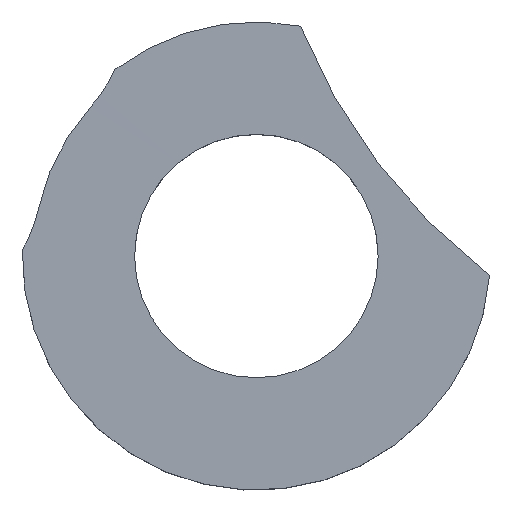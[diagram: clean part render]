
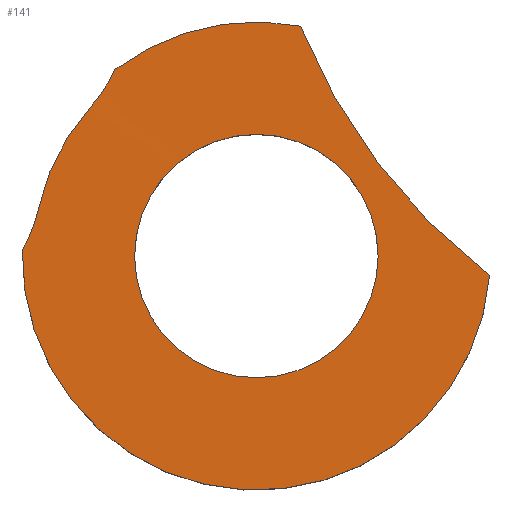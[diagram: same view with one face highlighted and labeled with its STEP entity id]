
A CAD part, top view. The second image highlights one B-rep face of the part: STEP entity #141.
In plain terms, the highlighted planar face has unit normal (0, 0, 1).
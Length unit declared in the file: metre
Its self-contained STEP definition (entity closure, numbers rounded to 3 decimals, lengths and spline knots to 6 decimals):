
#23=B_SPLINE_CURVE_WITH_KNOTS('',3,(#220,#221,#222,#223),.UNSPECIFIED.,
 .F.,.F.,(4,4),(0.,1.),.UNSPECIFIED.);
#24=B_SPLINE_CURVE_WITH_KNOTS('',3,(#225,#226,#227,#228),.UNSPECIFIED.,
 .F.,.F.,(4,4),(0.,1.),.UNSPECIFIED.);
#25=B_SPLINE_CURVE_WITH_KNOTS('',3,(#230,#231,#232,#233),.UNSPECIFIED.,
 .F.,.F.,(4,4),(0.,1.),.UNSPECIFIED.);
#33=ORIENTED_EDGE('',*,*,#73,.T.);
#34=ORIENTED_EDGE('',*,*,#74,.F.);
#35=ORIENTED_EDGE('',*,*,#75,.T.);
#36=ORIENTED_EDGE('',*,*,#76,.F.);
#37=ORIENTED_EDGE('',*,*,#77,.F.);
#38=ORIENTED_EDGE('',*,*,#78,.F.);
#39=ORIENTED_EDGE('',*,*,#79,.F.);
#73=EDGE_CURVE('',#93,#93,#107,.T.);
#74=EDGE_CURVE('',#94,#95,#108,.T.);
#75=EDGE_CURVE('',#94,#96,#109,.T.);
#76=EDGE_CURVE('',#97,#96,#110,.T.);
#77=EDGE_CURVE('',#98,#97,#23,.T.);
#78=EDGE_CURVE('',#99,#98,#24,.T.);
#79=EDGE_CURVE('',#95,#99,#25,.T.);
#93=VERTEX_POINT('',#212);
#94=VERTEX_POINT('',#214);
#95=VERTEX_POINT('',#215);
#96=VERTEX_POINT('',#217);
#97=VERTEX_POINT('',#219);
#98=VERTEX_POINT('',#224);
#99=VERTEX_POINT('',#229);
#107=CIRCLE('',#164,0.0026);
#108=CIRCLE('',#165,0.005);
#109=CIRCLE('',#166,0.012606);
#110=CIRCLE('',#167,0.005);
#115=EDGE_LOOP('',(#33));
#116=EDGE_LOOP('',(#34,#35,#36,#37,#38,#39));
#127=FACE_BOUND('',#115,.T.);
#128=FACE_BOUND('',#116,.T.);
#139=PLANE('',#163);
#141=ADVANCED_FACE('',(#127,#128),#139,.F.);
#163=AXIS2_PLACEMENT_3D('',#210,#179,#180);
#164=AXIS2_PLACEMENT_3D('',#211,#181,#182);
#165=AXIS2_PLACEMENT_3D('',#213,#183,#184);
#166=AXIS2_PLACEMENT_3D('',#216,#185,#186);
#167=AXIS2_PLACEMENT_3D('',#218,#187,#188);
#179=DIRECTION('',(0.,0.,-1.));
#180=DIRECTION('',(1.,0.,0.));
#181=DIRECTION('',(0.,0.,-1.));
#182=DIRECTION('',(0.,1.,0.));
#183=DIRECTION('',(0.,0.,-1.));
#184=DIRECTION('',(0.,1.,0.));
#185=DIRECTION('',(0.,0.,-1.));
#186=DIRECTION('',(0.,1.,0.));
#187=DIRECTION('',(0.,0.,-1.));
#188=DIRECTION('',(0.,1.,0.));
#210=CARTESIAN_POINT('',(0.029691,-0.032867,0.058694));
#211=CARTESIAN_POINT('',(0.023914,-0.049331,0.058694));
#212=CARTESIAN_POINT('',(0.023914,-0.046731,0.058694));
#213=CARTESIAN_POINT('',(0.023914,-0.049331,0.058694));
#214=CARTESIAN_POINT('',(0.028897,-0.049745,0.058694));
#215=CARTESIAN_POINT('',(0.018916,-0.049205,0.058694));
#216=CARTESIAN_POINT('',(0.036563,-0.039738,0.058694));
#217=CARTESIAN_POINT('',(0.024859,-0.044421,0.058694));
#218=CARTESIAN_POINT('',(0.023914,-0.049331,0.058694));
#219=CARTESIAN_POINT('',(0.020894,-0.045345,0.058694));
#220=CARTESIAN_POINT('',(0.020368,-0.046152,0.058694));
#221=CARTESIAN_POINT('',(0.020584,-0.04591,0.058694));
#222=CARTESIAN_POINT('',(0.02076,-0.045641,0.058694));
#223=CARTESIAN_POINT('',(0.020894,-0.045345,0.058694));
#224=CARTESIAN_POINT('',(0.020368,-0.046152,0.058694));
#225=CARTESIAN_POINT('',(0.019263,-0.048307,0.058694));
#226=CARTESIAN_POINT('',(0.019439,-0.047505,0.058694));
#227=CARTESIAN_POINT('',(0.01982,-0.046763,0.058694));
#228=CARTESIAN_POINT('',(0.020368,-0.046152,0.058694));
#229=CARTESIAN_POINT('',(0.019263,-0.048307,0.058694));
#230=CARTESIAN_POINT('',(0.018916,-0.049205,0.058694));
#231=CARTESIAN_POINT('',(0.019077,-0.048924,0.058694));
#232=CARTESIAN_POINT('',(0.019193,-0.048625,0.058694));
#233=CARTESIAN_POINT('',(0.019263,-0.048307,0.058694));
